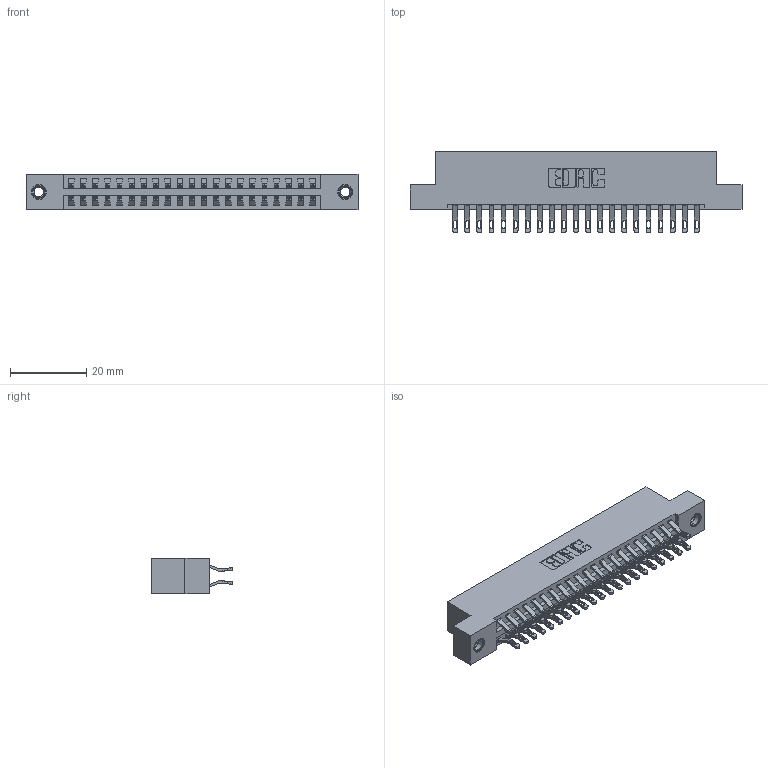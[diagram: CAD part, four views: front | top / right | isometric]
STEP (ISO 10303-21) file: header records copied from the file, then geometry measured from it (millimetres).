
FILE_DESCRIPTION (( 'STEP AP203' ), '1' );
FILE_NAME ('346-042-555-207.STEP', '2018-08-24T22:53:09', ( '' ), ( '' ), 'SwSTEP 2.0', 'SolidWorks 2016', '' );
FILE_SCHEMA (( 'CONFIG_CONTROL_DESIGN' ));
Length unit declared in the file: inch
Products named in the file (4): 346 Part_Flush Mounting Lugs - 0.156 Dia-TI; 345-292-001_555 Tail; 345-250-001_345-250-005-103; 346-042-555-207
Assembly tree (45 placements, depth 2):
  346-042-555-207
    346 Part_Flush Mounting Lugs - 0.156 Dia-TI
    345-292-001_555 Tail  x42
    345-250-001_345-250-005-103  x2
Bounding box: 87.25 x 21.46 x 9.4 mm (x, y, z)
Volume: 8453.1 mm3; surface area: 11757.2 mm2
Topology: 45 solids, 45 shells, 2618 faces, 8151 edges, 5426 vertices
Faces by surface type: plane 1494, cylinder 1108, cone 12, torus 4
Entity records: 18044 total; most frequent: CARTESIAN_POINT 3021, ORIENTED_EDGE 2918, DIRECTION 2709, EDGE_CURVE 1459, LINE 1203, VECTOR 1203, VERTEX_POINT 968, AXIS2_PLACEMENT_3D 753
